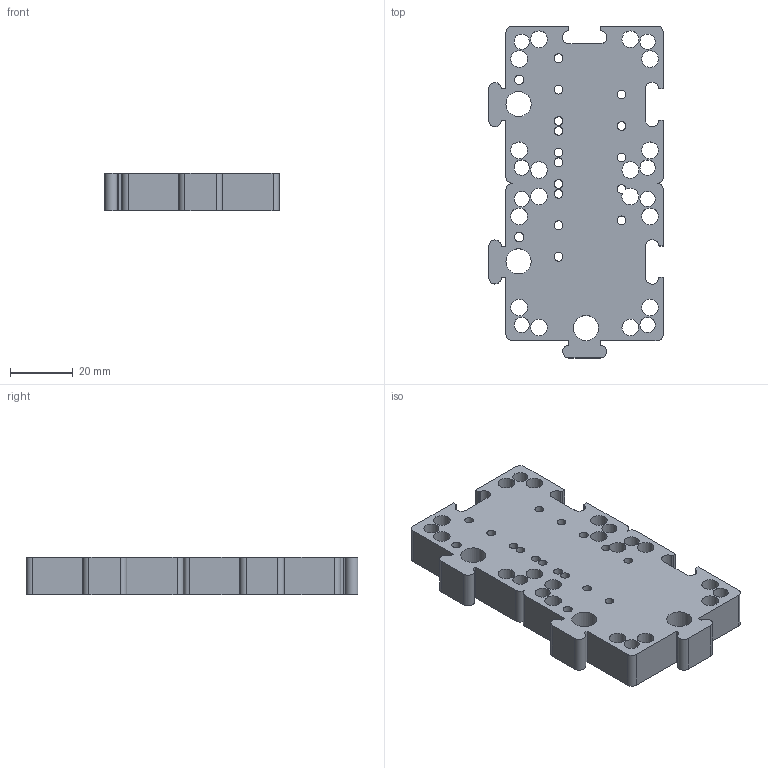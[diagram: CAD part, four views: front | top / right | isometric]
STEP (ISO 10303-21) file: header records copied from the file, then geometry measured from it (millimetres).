
FILE_DESCRIPTION(/* description */ (''),/* implementation_level */ '2;1');
FILE_NAME(/* name */ '30_cellSTORM_UC2_motorized_xystage_coupler_fiberlauncher.ipt.step',/* time_stamp */ '2022-11-29T08:14:27+01:00',/* author */ ('diederichbenedict'),/* organization */ (''),/* preprocessor_version */ 'ST-DEVELOPER v18.1',/* originating_system */ 'Autodesk Inventor 2022',/* authorisation */ '');
FILE_SCHEMA (('AUTOMOTIVE_DESIGN { 1 0 10303 214 3 1 1 }'));
Length unit declared in the file: inch
Products named in the file (1): 30_cellSTORM_UC2_motorized_xystage_coupler_fiberlauncher
Bounding box: 55.5 x 105.5 x 12 mm (x, y, z)
Volume: 50730.1 mm3; surface area: 20522.5 mm2
Topology: 1 solids, 1 shells, 111 faces, 327 edges, 218 vertices
Faces by surface type: cylinder 76, plane 35
Full cylindrical faces by diameter (mm): 2.8 x14, 3 x2, 4.85 x8, 5.3 x15, 8 x3
Entity records: 3988 total; most frequent: DIRECTION 703, CARTESIAN_POINT 657, ORIENTED_EDGE 654, EDGE_CURVE 327, AXIS2_PLACEMENT_3D 264, VERTEX_POINT 218, EDGE_LOOP 197, LINE 175
